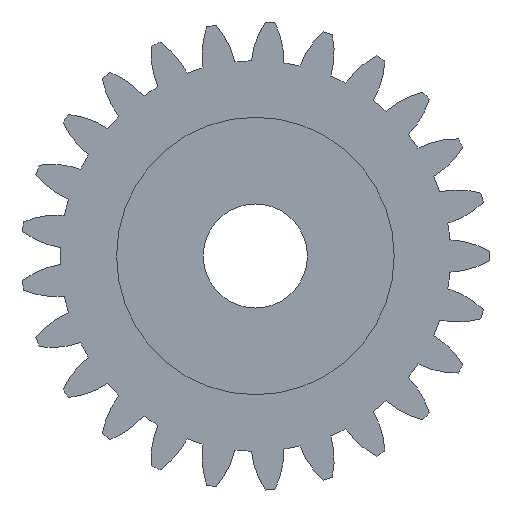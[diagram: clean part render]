
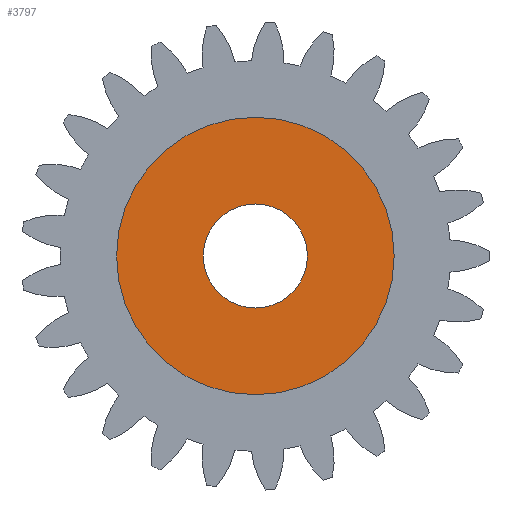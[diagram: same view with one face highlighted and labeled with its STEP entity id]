
A CAD part, left-side view. The second image highlights one B-rep face of the part: STEP entity #3797.
In plain terms, the highlighted planar face has unit normal (-1, 0, 0).
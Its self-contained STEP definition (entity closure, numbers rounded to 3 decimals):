
#13 = AXIS2_PLACEMENT_3D ( 'NONE', #3185, #756, #244 ) ;
#72 = CIRCLE ( 'NONE', #590, 3. ) ;
#113 = DIRECTION ( 'NONE',  ( 0., 0., 1. ) ) ;
#147 = CIRCLE ( 'NONE', #1992, 3. ) ;
#244 = DIRECTION ( 'NONE',  ( 0., 0., 1. ) ) ;
#464 = FACE_OUTER_BOUND ( 'NONE', #498, .T. ) ;
#498 = EDGE_LOOP ( 'NONE', ( #1332, #2408 ) ) ;
#515 = CIRCLE ( 'NONE', #13, 8. ) ;
#590 = AXIS2_PLACEMENT_3D ( 'NONE', #3050, #1239, #3355 ) ;
#612 = CIRCLE ( 'NONE', #1777, 8. ) ;
#627 = VERTEX_POINT ( 'NONE', #1545 ) ;
#756 = DIRECTION ( 'NONE',  ( -1., 0., 0. ) ) ;
#801 = CARTESIAN_POINT ( 'NONE',  ( -6., 0., 0. ) ) ;
#963 = DIRECTION ( 'NONE',  ( 0., 0., 1. ) ) ;
#1140 = ORIENTED_EDGE ( 'NONE', *, *, #2728, .T. ) ;
#1230 = VERTEX_POINT ( 'NONE', #3761 ) ;
#1239 = DIRECTION ( 'NONE',  ( 1., 0., 0. ) ) ;
#1263 = EDGE_LOOP ( 'NONE', ( #1140, #2560 ) ) ;
#1285 = CARTESIAN_POINT ( 'NONE',  ( -6., 0., 0. ) ) ;
#1332 = ORIENTED_EDGE ( 'NONE', *, *, #2853, .T. ) ;
#1409 = EDGE_CURVE ( 'NONE', #627, #2489, #515, .T. ) ;
#1487 = EDGE_CURVE ( 'NONE', #1887, #1230, #147, .T. ) ;
#1545 = CARTESIAN_POINT ( 'NONE',  ( -6., 0., 8. ) ) ;
#1582 = DIRECTION ( 'NONE',  ( 0., 0., 1. ) ) ;
#1777 = AXIS2_PLACEMENT_3D ( 'NONE', #1285, #3410, #1582 ) ;
#1873 = DIRECTION ( 'NONE',  ( -1., 0., 0. ) ) ;
#1887 = VERTEX_POINT ( 'NONE', #3086 ) ;
#1955 = DIRECTION ( 'NONE',  ( 1., 0., 0. ) ) ;
#1987 = CARTESIAN_POINT ( 'NONE',  ( -6., 0., -8. ) ) ;
#1992 = AXIS2_PLACEMENT_3D ( 'NONE', #801, #1955, #963 ) ;
#2123 = CARTESIAN_POINT ( 'NONE',  ( -6., 0., 0. ) ) ;
#2408 = ORIENTED_EDGE ( 'NONE', *, *, #1409, .T. ) ;
#2489 = VERTEX_POINT ( 'NONE', #1987 ) ;
#2560 = ORIENTED_EDGE ( 'NONE', *, *, #1487, .T. ) ;
#2728 = EDGE_CURVE ( 'NONE', #1230, #1887, #72, .T. ) ;
#2749 = FACE_BOUND ( 'NONE', #1263, .T. ) ;
#2853 = EDGE_CURVE ( 'NONE', #2489, #627, #612, .T. ) ;
#3050 = CARTESIAN_POINT ( 'NONE',  ( -6., 0., 0. ) ) ;
#3086 = CARTESIAN_POINT ( 'NONE',  ( -6., 0., -3. ) ) ;
#3185 = CARTESIAN_POINT ( 'NONE',  ( -6., 0., 0. ) ) ;
#3311 = AXIS2_PLACEMENT_3D ( 'NONE', #2123, #1873, #113 ) ;
#3355 = DIRECTION ( 'NONE',  ( 0., 0., 1. ) ) ;
#3410 = DIRECTION ( 'NONE',  ( -1., 0., 0. ) ) ;
#3685 = PLANE ( 'NONE',  #3311 ) ;
#3761 = CARTESIAN_POINT ( 'NONE',  ( -6., 0., 3. ) ) ;
#3797 = ADVANCED_FACE ( 'NONE', ( #2749, #464 ), #3685, .T. ) ;
